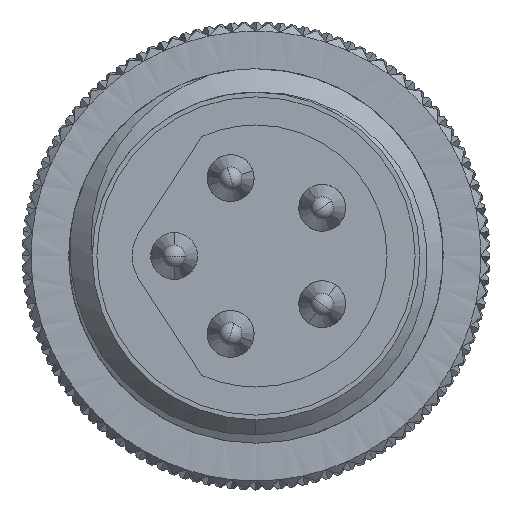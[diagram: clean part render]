
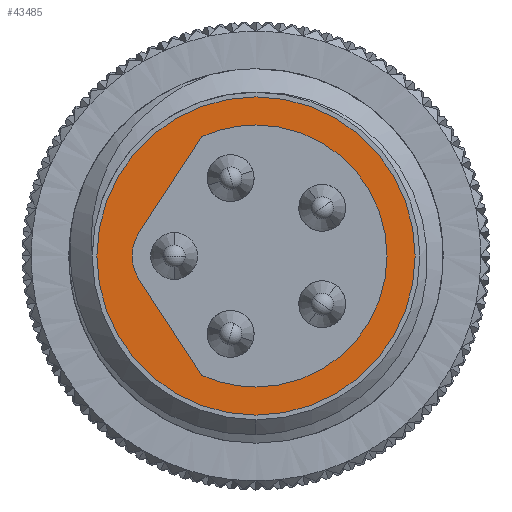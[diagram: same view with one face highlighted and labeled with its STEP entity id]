
A CAD part, left-side view. The second image highlights one B-rep face of the part: STEP entity #43485.
In plain terms, the highlighted planar face has unit normal (-1, 0, 0).
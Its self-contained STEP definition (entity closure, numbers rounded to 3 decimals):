
#90 = CIRCLE ( 'NONE', #54882, 3.4 ) ;
#1490 = EDGE_LOOP ( 'NONE', ( #48855, #2083 ) ) ;
#2083 = ORIENTED_EDGE ( 'NONE', *, *, #83085, .T. ) ;
#2568 = AXIS2_PLACEMENT_3D ( 'NONE', #23509, #10242, #53406 ) ;
#4292 = VECTOR ( 'NONE', #89450, 1000. ) ;
#5085 = CARTESIAN_POINT ( 'NONE',  ( -5.2, 1.75, 0. ) ) ;
#5463 = VERTEX_POINT ( 'NONE', #31597 ) ;
#5488 = CARTESIAN_POINT ( 'NONE',  ( -5.2, 1.156, -2.55 ) ) ;
#8728 = ORIENTED_EDGE ( 'NONE', *, *, #36509, .F. ) ;
#10242 = DIRECTION ( 'NONE',  ( -1., 0., 0. ) ) ;
#12355 = VERTEX_POINT ( 'NONE', #37407 ) ;
#12432 = FACE_OUTER_BOUND ( 'NONE', #1490, .T. ) ;
#12571 = EDGE_LOOP ( 'NONE', ( #25719, #33068, #50568, #31407, #62435, #8728 ) ) ;
#17138 = DIRECTION ( 'NONE',  ( -1., 0., 0. ) ) ;
#19954 = CIRCLE ( 'NONE', #90412, 0.9 ) ;
#23509 = CARTESIAN_POINT ( 'NONE',  ( -5.2, 0., 0. ) ) ;
#25719 = ORIENTED_EDGE ( 'NONE', *, *, #46929, .F. ) ;
#26462 = CIRCLE ( 'NONE', #81216, 3.4 ) ;
#27631 = CARTESIAN_POINT ( 'NONE',  ( -5.2, 2.8, 0. ) ) ;
#29671 = LINE ( 'NONE', #59546, #4292 ) ;
#31407 = ORIENTED_EDGE ( 'NONE', *, *, #75565, .T. ) ;
#31597 = CARTESIAN_POINT ( 'NONE',  ( -5.2, 1.156, 2.55 ) ) ;
#33068 = ORIENTED_EDGE ( 'NONE', *, *, #40777, .F. ) ;
#35500 = EDGE_CURVE ( 'NONE', #68701, #5463, #94867, .T. ) ;
#35573 = DIRECTION ( 'NONE',  ( -1., 0., 0. ) ) ;
#36509 = EDGE_CURVE ( 'NONE', #43851, #68701, #43327, .T. ) ;
#37010 = DIRECTION ( 'NONE',  ( 0., 0., 1. ) ) ;
#37100 = LINE ( 'NONE', #82646, #64019 ) ;
#37319 = VERTEX_POINT ( 'NONE', #66152 ) ;
#37407 = CARTESIAN_POINT ( 'NONE',  ( -5.2, 2.503, 0.493 ) ) ;
#40777 = EDGE_CURVE ( 'NONE', #65848, #49735, #29671, .T. ) ;
#41353 = DIRECTION ( 'NONE',  ( -1., 0., 0. ) ) ;
#43244 = DIRECTION ( 'NONE',  ( -1., 0., 0. ) ) ;
#43327 = CIRCLE ( 'NONE', #83951, 2.8 ) ;
#43485 = ADVANCED_FACE ( 'NONE', ( #75664, #12432 ), #86426, .F. ) ;
#43521 = EDGE_CURVE ( 'NONE', #12355, #65848, #19954, .T. ) ;
#43851 = VERTEX_POINT ( 'NONE', #77150 ) ;
#46929 = EDGE_CURVE ( 'NONE', #49735, #43851, #57599, .T. ) ;
#48855 = ORIENTED_EDGE ( 'NONE', *, *, #63994, .T. ) ;
#49735 = VERTEX_POINT ( 'NONE', #5488 ) ;
#49769 = AXIS2_PLACEMENT_3D ( 'NONE', #96291, #35573, #37010 ) ;
#50568 = ORIENTED_EDGE ( 'NONE', *, *, #43521, .F. ) ;
#50688 = DIRECTION ( 'NONE',  ( 0., 0., 1. ) ) ;
#51306 = AXIS2_PLACEMENT_3D ( 'NONE', #27631, #80030, #57024 ) ;
#53406 = DIRECTION ( 'NONE',  ( 0., 0., 1. ) ) ;
#54882 = AXIS2_PLACEMENT_3D ( 'NONE', #69550, #17138, #68104 ) ;
#57024 = DIRECTION ( 'NONE',  ( 0., 0., -1. ) ) ;
#57599 = CIRCLE ( 'NONE', #49769, 2.8 ) ;
#57960 = DIRECTION ( 'NONE',  ( 0., 0., 1. ) ) ;
#58039 = DIRECTION ( 'NONE',  ( -1., 0., 0. ) ) ;
#59546 = CARTESIAN_POINT ( 'NONE',  ( -5.2, 1.156, -2.55 ) ) ;
#62435 = ORIENTED_EDGE ( 'NONE', *, *, #35500, .F. ) ;
#63994 = EDGE_CURVE ( 'NONE', #91129, #37319, #26462, .T. ) ;
#64019 = VECTOR ( 'NONE', #74792, 1000. ) ;
#65848 = VERTEX_POINT ( 'NONE', #82016 ) ;
#66152 = CARTESIAN_POINT ( 'NONE',  ( -5.2, 0., -3.4 ) ) ;
#66739 = CARTESIAN_POINT ( 'NONE',  ( -5.2, 0., 0. ) ) ;
#67262 = CARTESIAN_POINT ( 'NONE',  ( -5.2, 0., 3.4 ) ) ;
#68104 = DIRECTION ( 'NONE',  ( 0., 0., 1. ) ) ;
#68701 = VERTEX_POINT ( 'NONE', #94869 ) ;
#69550 = CARTESIAN_POINT ( 'NONE',  ( -5.2, 0., 0. ) ) ;
#71214 = DIRECTION ( 'NONE',  ( 0., 0., -1. ) ) ;
#74792 = DIRECTION ( 'NONE',  ( 0., -0.548, 0.837 ) ) ;
#75565 = EDGE_CURVE ( 'NONE', #12355, #5463, #37100, .T. ) ;
#75664 = FACE_BOUND ( 'NONE', #12571, .T. ) ;
#77150 = CARTESIAN_POINT ( 'NONE',  ( -5.2, 0., -2.8 ) ) ;
#80030 = DIRECTION ( 'NONE',  ( 1., 0., 0. ) ) ;
#80069 = CARTESIAN_POINT ( 'NONE',  ( -5.2, 0., 0. ) ) ;
#81216 = AXIS2_PLACEMENT_3D ( 'NONE', #80069, #58039, #50688 ) ;
#82016 = CARTESIAN_POINT ( 'NONE',  ( -5.2, 2.503, -0.493 ) ) ;
#82646 = CARTESIAN_POINT ( 'NONE',  ( -5.2, 1.156, 2.55 ) ) ;
#83085 = EDGE_CURVE ( 'NONE', #37319, #91129, #90, .T. ) ;
#83951 = AXIS2_PLACEMENT_3D ( 'NONE', #66739, #43244, #57960 ) ;
#86426 = PLANE ( 'NONE',  #51306 ) ;
#89450 = DIRECTION ( 'NONE',  ( 0., -0.548, -0.837 ) ) ;
#90412 = AXIS2_PLACEMENT_3D ( 'NONE', #5085, #41353, #71214 ) ;
#91129 = VERTEX_POINT ( 'NONE', #67262 ) ;
#94867 = CIRCLE ( 'NONE', #2568, 2.8 ) ;
#94869 = CARTESIAN_POINT ( 'NONE',  ( -5.2, 0., 2.8 ) ) ;
#96291 = CARTESIAN_POINT ( 'NONE',  ( -5.2, 0., 0. ) ) ;
